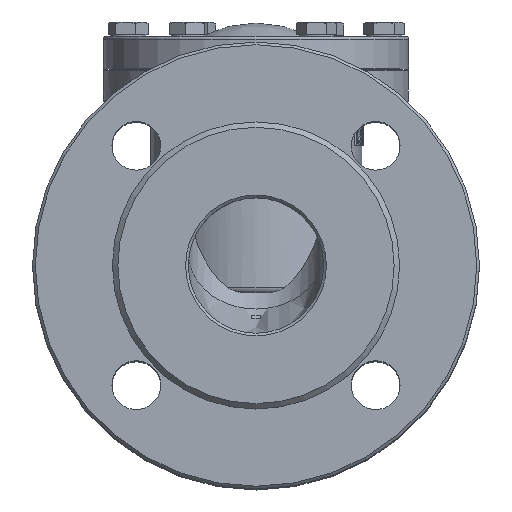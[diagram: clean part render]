
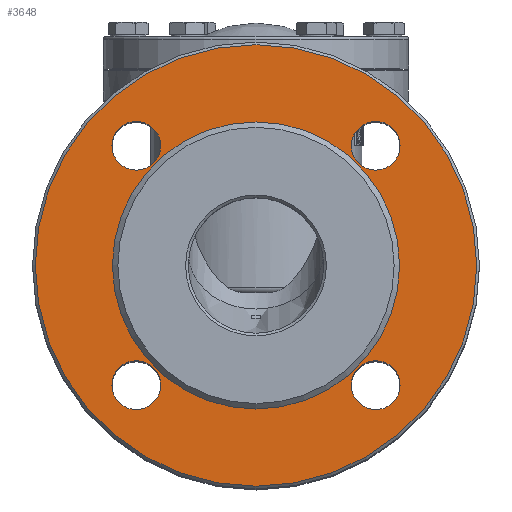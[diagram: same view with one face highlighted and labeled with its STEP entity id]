
A CAD part, top view. The second image highlights one B-rep face of the part: STEP entity #3648.
In plain terms, the highlighted planar face has unit normal (0, 0, 1).
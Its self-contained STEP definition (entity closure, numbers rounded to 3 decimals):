
#320=FACE_BOUND('',#1226,.T.);
#321=FACE_BOUND('',#1227,.T.);
#322=FACE_BOUND('',#1228,.T.);
#323=FACE_BOUND('',#1229,.T.);
#324=FACE_BOUND('',#1230,.T.);
#398=PLANE('',#4016);
#971=FACE_OUTER_BOUND('',#1225,.T.);
#1225=EDGE_LOOP('',(#3119));
#1226=EDGE_LOOP('',(#3120));
#1227=EDGE_LOOP('',(#3121));
#1228=EDGE_LOOP('',(#3122));
#1229=EDGE_LOOP('',(#3123));
#1230=EDGE_LOOP('',(#3124));
#1424=CIRCLE('',#4015,81.5);
#1425=CIRCLE('',#4017,53.);
#1426=CIRCLE('',#4018,9.);
#1427=CIRCLE('',#4019,9.);
#1428=CIRCLE('',#4020,9.);
#1429=CIRCLE('',#4021,9.);
#1741=VERTEX_POINT('',#9174);
#1742=VERTEX_POINT('',#9178);
#1743=VERTEX_POINT('',#9180);
#1744=VERTEX_POINT('',#9182);
#1745=VERTEX_POINT('',#9184);
#1746=VERTEX_POINT('',#9186);
#2208=EDGE_CURVE('',#1741,#1741,#1424,.T.);
#2210=EDGE_CURVE('',#1742,#1742,#1425,.T.);
#2211=EDGE_CURVE('',#1743,#1743,#1426,.T.);
#2212=EDGE_CURVE('',#1744,#1744,#1427,.T.);
#2213=EDGE_CURVE('',#1745,#1745,#1428,.T.);
#2214=EDGE_CURVE('',#1746,#1746,#1429,.T.);
#3119=ORIENTED_EDGE('',*,*,#2208,.F.);
#3120=ORIENTED_EDGE('',*,*,#2210,.F.);
#3121=ORIENTED_EDGE('',*,*,#2211,.T.);
#3122=ORIENTED_EDGE('',*,*,#2212,.T.);
#3123=ORIENTED_EDGE('',*,*,#2213,.T.);
#3124=ORIENTED_EDGE('',*,*,#2214,.T.);
#3648=ADVANCED_FACE('',(#971,#320,#321,#322,#323,#324),#398,.T.);
#4015=AXIS2_PLACEMENT_3D('',#9175,#4793,#4794);
#4016=AXIS2_PLACEMENT_3D('',#9177,#4796,#4797);
#4017=AXIS2_PLACEMENT_3D('',#9179,#4798,#4799);
#4018=AXIS2_PLACEMENT_3D('',#9181,#4800,#4801);
#4019=AXIS2_PLACEMENT_3D('',#9183,#4802,#4803);
#4020=AXIS2_PLACEMENT_3D('',#9185,#4804,#4805);
#4021=AXIS2_PLACEMENT_3D('',#9187,#4806,#4807);
#4793=DIRECTION('center_axis',(0.,0.,-1.));
#4794=DIRECTION('ref_axis',(-1.,0.,0.));
#4796=DIRECTION('center_axis',(0.,0.,1.));
#4797=DIRECTION('ref_axis',(1.,0.,0.));
#4798=DIRECTION('center_axis',(0.,0.,1.));
#4799=DIRECTION('ref_axis',(-1.,0.,0.));
#4800=DIRECTION('center_axis',(0.,0.,-1.));
#4801=DIRECTION('ref_axis',(-1.,0.,0.));
#4802=DIRECTION('center_axis',(0.,0.,-1.));
#4803=DIRECTION('ref_axis',(-1.,0.,0.));
#4804=DIRECTION('center_axis',(0.,0.,-1.));
#4805=DIRECTION('ref_axis',(-1.,0.,0.));
#4806=DIRECTION('center_axis',(0.,0.,-1.));
#4807=DIRECTION('ref_axis',(-1.,0.,0.));
#9174=CARTESIAN_POINT('',(81.5,0.,20.));
#9175=CARTESIAN_POINT('Origin',(0.,0.,20.));
#9177=CARTESIAN_POINT('Origin',(0.,0.,20.));
#9178=CARTESIAN_POINT('',(53.,0.,20.));
#9179=CARTESIAN_POINT('Origin',(0.,0.,20.));
#9180=CARTESIAN_POINT('',(53.194,44.194,20.));
#9181=CARTESIAN_POINT('Origin',(44.194,44.194,20.));
#9182=CARTESIAN_POINT('',(-35.194,44.194,20.));
#9183=CARTESIAN_POINT('Origin',(-44.194,44.194,20.));
#9184=CARTESIAN_POINT('',(-35.194,-44.194,20.));
#9185=CARTESIAN_POINT('Origin',(-44.194,-44.194,20.));
#9186=CARTESIAN_POINT('',(53.194,-44.194,20.));
#9187=CARTESIAN_POINT('Origin',(44.194,-44.194,20.));
